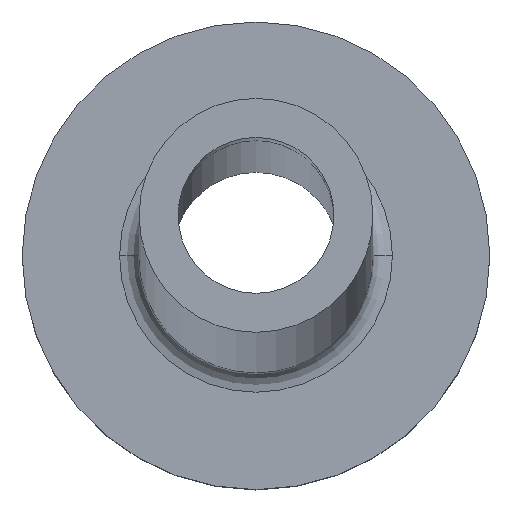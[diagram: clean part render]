
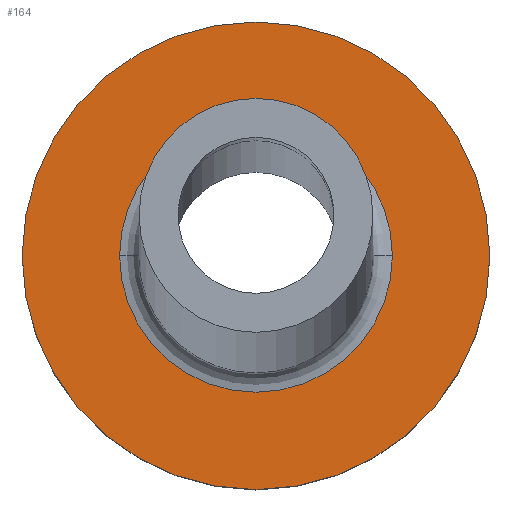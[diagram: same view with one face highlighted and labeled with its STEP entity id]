
A CAD part, top view. The second image highlights one B-rep face of the part: STEP entity #164.
In plain terms, the highlighted planar face has unit normal (0, 0, 1).
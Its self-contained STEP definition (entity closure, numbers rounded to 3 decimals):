
#17 = CIRCLE ( 'NONE', #348, 3.5 ) ;
#61 = FACE_BOUND ( 'NONE', #92, .T. ) ;
#69 = PLANE ( 'NONE',  #285 ) ;
#80 = VERTEX_POINT ( 'NONE', #149 ) ;
#82 = CIRCLE ( 'NONE', #145, 6. ) ;
#92 = EDGE_LOOP ( 'NONE', ( #284, #458 ) ) ;
#100 = DIRECTION ( 'NONE',  ( 0., 0., -1. ) ) ;
#102 = CARTESIAN_POINT ( 'NONE',  ( 0., 0., 5. ) ) ;
#105 = DIRECTION ( 'NONE',  ( 0., 0., 1. ) ) ;
#109 = VERTEX_POINT ( 'NONE', #324 ) ;
#111 = VERTEX_POINT ( 'NONE', #303 ) ;
#120 = EDGE_LOOP ( 'NONE', ( #126, #247 ) ) ;
#126 = ORIENTED_EDGE ( 'NONE', *, *, #294, .T. ) ;
#139 = AXIS2_PLACEMENT_3D ( 'NONE', #429, #179, #442 ) ;
#145 = AXIS2_PLACEMENT_3D ( 'NONE', #208, #408, #360 ) ;
#149 = CARTESIAN_POINT ( 'NONE',  ( 3.5, 0., 5. ) ) ;
#164 = ADVANCED_FACE ( 'NONE', ( #61, #343 ), #69, .T. ) ;
#168 = CARTESIAN_POINT ( 'NONE',  ( -3.5, 0., 5. ) ) ;
#179 = DIRECTION ( 'NONE',  ( 0., 0., -1. ) ) ;
#192 = DIRECTION ( 'NONE',  ( 0., 0., 1. ) ) ;
#208 = CARTESIAN_POINT ( 'NONE',  ( 0., 0., 5. ) ) ;
#241 = DIRECTION ( 'NONE',  ( 1., 0., 0. ) ) ;
#243 = EDGE_CURVE ( 'NONE', #80, #431, #366, .T. ) ;
#247 = ORIENTED_EDGE ( 'NONE', *, *, #453, .T. ) ;
#284 = ORIENTED_EDGE ( 'NONE', *, *, #243, .T. ) ;
#285 = AXIS2_PLACEMENT_3D ( 'NONE', #102, #192, #339 ) ;
#294 = EDGE_CURVE ( 'NONE', #109, #111, #82, .T. ) ;
#299 = DIRECTION ( 'NONE',  ( 1., 0., 0. ) ) ;
#303 = CARTESIAN_POINT ( 'NONE',  ( 6., 0., 5. ) ) ;
#324 = CARTESIAN_POINT ( 'NONE',  ( -6., 0., 5. ) ) ;
#329 = AXIS2_PLACEMENT_3D ( 'NONE', #424, #105, #241 ) ;
#339 = DIRECTION ( 'NONE',  ( 1., 0., 0. ) ) ;
#343 = FACE_OUTER_BOUND ( 'NONE', #120, .T. ) ;
#348 = AXIS2_PLACEMENT_3D ( 'NONE', #450, #100, #299 ) ;
#360 = DIRECTION ( 'NONE',  ( 1., 0., 0. ) ) ;
#366 = CIRCLE ( 'NONE', #139, 3.5 ) ;
#378 = CIRCLE ( 'NONE', #329, 6. ) ;
#386 = EDGE_CURVE ( 'NONE', #431, #80, #17, .T. ) ;
#408 = DIRECTION ( 'NONE',  ( 0., 0., 1. ) ) ;
#424 = CARTESIAN_POINT ( 'NONE',  ( 0., 0., 5. ) ) ;
#429 = CARTESIAN_POINT ( 'NONE',  ( 0., 0., 5. ) ) ;
#431 = VERTEX_POINT ( 'NONE', #168 ) ;
#442 = DIRECTION ( 'NONE',  ( 1., 0., 0. ) ) ;
#450 = CARTESIAN_POINT ( 'NONE',  ( 0., 0., 5. ) ) ;
#453 = EDGE_CURVE ( 'NONE', #111, #109, #378, .T. ) ;
#458 = ORIENTED_EDGE ( 'NONE', *, *, #386, .T. ) ;
